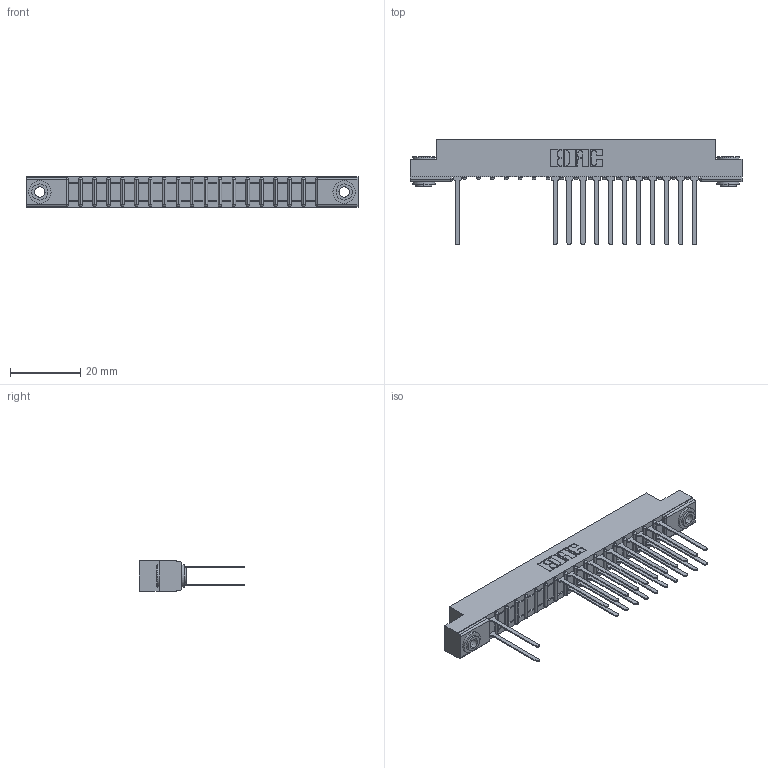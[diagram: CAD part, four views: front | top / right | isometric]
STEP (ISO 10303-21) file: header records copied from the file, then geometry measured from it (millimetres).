
FILE_DESCRIPTION (( 'STEP AP203' ), '1' );
FILE_NAME ('307-036-540-203.STEP', '2018-08-05T08:59:00', ( '' ), ( '' ), 'SwSTEP 2.0', 'SolidWorks 2016', '' );
FILE_SCHEMA (( 'CONFIG_CONTROL_DESIGN' ));
Length unit declared in the file: inch
Products named in the file (4): 345-250-002_345-250-002-102; 307-036-540-203; 307 Part_.156 Dia Mounting Holes; 307-290-001_540
Assembly tree (26 placements, depth 2):
  307-036-540-203
    307 Part_.156 Dia Mounting Holes
    307-290-001_540  x23
    345-250-002_345-250-002-102  x2
Bounding box: 94.34 x 30 x 8.71 mm (x, y, z)
Volume: 6132.4 mm3; surface area: 10608.9 mm2
Topology: 26 solids, 26 shells, 1377 faces, 3841 edges, 2474 vertices
Faces by surface type: plane 885, cylinder 446, sphere 38, cone 8
Entity records: 19583 total; most frequent: CARTESIAN_POINT 3246, ORIENTED_EDGE 3218, DIRECTION 3191, EDGE_CURVE 1609, LINE 1217, VECTOR 1217, VERTEX_POINT 1042, AXIS2_PLACEMENT_3D 987
